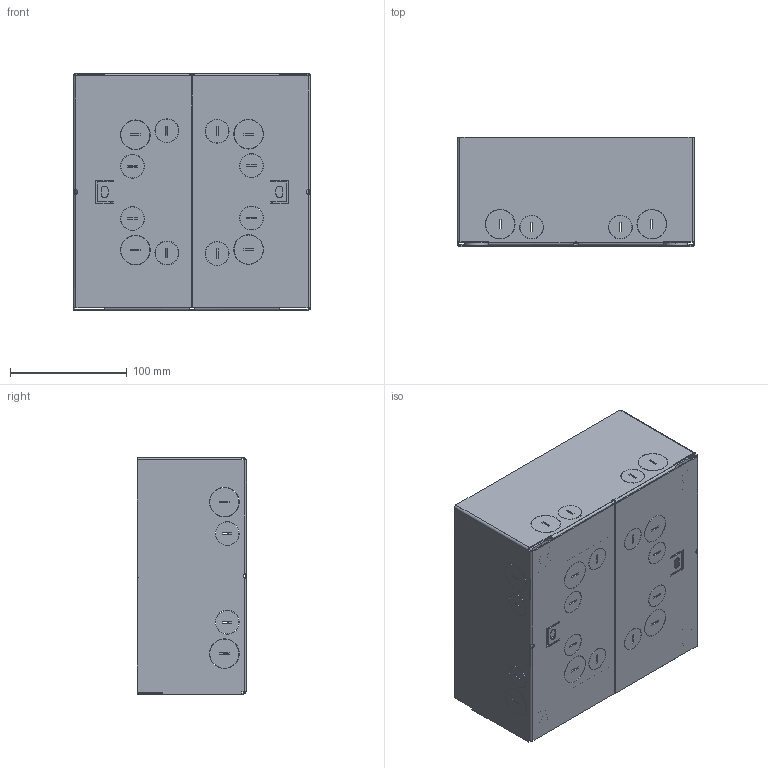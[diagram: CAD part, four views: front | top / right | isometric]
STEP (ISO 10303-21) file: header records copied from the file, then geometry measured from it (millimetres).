
FILE_DESCRIPTION((''),'2;1');
FILE_NAME('T-00988_ASM','2022-10-25T10:11:55',('letterg'),(''),'CREO PARAMETRIC BY PTC INC, 2022024','CREO PARAMETRIC BY PTC INC, 2022024','');
FILE_SCHEMA(('AUTOMOTIVE_DESIGN { 1 0 10303 214 1 1 1 1 }'));
Length unit declared in the file: millimetre
Products named in the file (21): T-00657; 60449-M; 60450-M; T-00714; U09096; T-00757_ASM; T-00596; T-00595; T-00805_ASM; U09001; T-00592S; T-00591S; T-00724S; T-00780S_ASM; T-00582; T-00856_ASM; T-00927_ASM; 73757-M; 73751-M; 73761-M_ASM; T-00988_ASM
Assembly tree (35 placements, depth 5):
  T-00988_ASM
    T-00757_ASM
      T-00657
      60449-M  x4
      60450-M  x4
      T-00714  x4
      U09096  x4
    T-00927_ASM
      T-00805_ASM
        T-00596
        T-00595
      U09001  x4
      T-00856_ASM
        T-00780S_ASM
          T-00592S
          T-00591S
          T-00724S
        T-00582
    73761-M_ASM
      73757-M
      73751-M
Bounding box: 203 x 93.5 x 203.25 mm (x, y, z)
Volume: 421669.2 mm3; surface area: 569123.4 mm2
Topology: 28 solids, 28 shells, 1521 faces, 4208 edges, 2750 vertices
Faces by surface type: plane 950, cylinder 337, cone 126, torus 72, bspline 36
Entity records: 39365 total; most frequent: CARTESIAN_POINT 8026, ORIENTED_EDGE 5992, DIRECTION 5782, EDGE_CURVE 2996, VECTOR 2320, LINE 2320, VERTEX_POINT 1928, AXIS2_PLACEMENT_3D 1731
